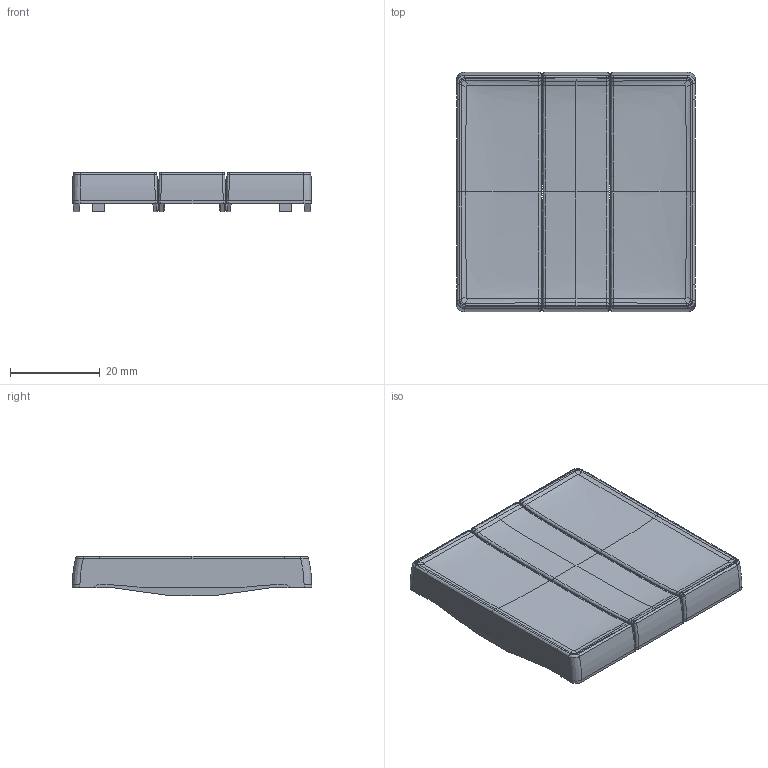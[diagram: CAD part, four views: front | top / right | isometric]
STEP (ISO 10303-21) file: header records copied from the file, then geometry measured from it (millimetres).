
FILE_DESCRIPTION(('CATIA V5 STEP Exchange','CAx-IF Rec.Pracs.--- Model Styling and Organization---1.4--- 2014-01-23'),'2;1');
FILE_NAME('755030_AllCATPart.stp','2020-02-24T12:25:50+00:00',('none'),('none'),'CATIA Version 5-6 Release 2017 SP3','CATIA V5 STEP AP214','none');
FILE_SCHEMA(('AUTOMOTIVE_DESIGN { 1 0 10303 214 1 1 1 1 }'));
Products named in the file (1): 755030_AllCATPart
Bounding box: 53.3 x 53.41 x 8.77 mm (x, y, z)
Volume: 7318.6 mm3; surface area: 11081.5 mm2
Topology: 1 solids, 1 shells, 8224 faces, 24205 edges, 16087 vertices
Faces by surface type: plane 7944, cylinder 152, bspline 112, sphere 8, extrusion 8
Entity records: 272379 total; most frequent: CARTESIAN_POINT 63209, ORIENTED_EDGE 48386, DIRECTION 35622, EDGE_CURVE 24193, VECTOR 20071, LINE 20063, VERTEX_POINT 16087, EDGE_LOOP 8344
